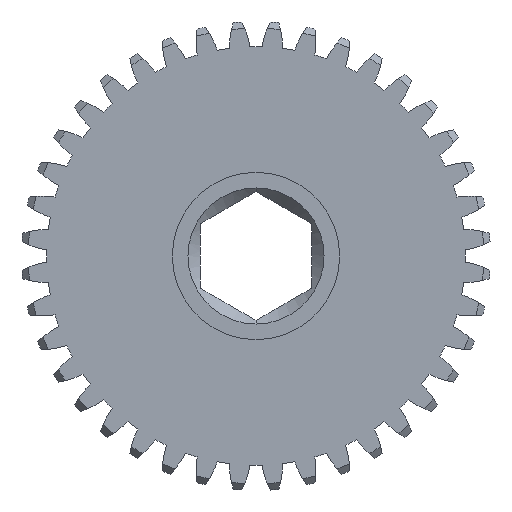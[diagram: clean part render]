
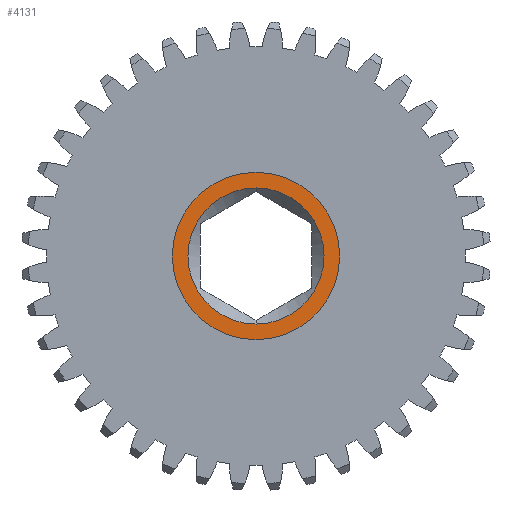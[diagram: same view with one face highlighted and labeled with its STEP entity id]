
A CAD part, left-side view. The second image highlights one B-rep face of the part: STEP entity #4131.
In plain terms, the highlighted planar face has unit normal (-1, 0, 0).
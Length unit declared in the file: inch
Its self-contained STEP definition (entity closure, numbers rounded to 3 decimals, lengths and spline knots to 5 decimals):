
#318 = AXIS2_PLACEMENT_3D ( 'NONE', #6500, #3595, #2105 ) ;
#749 = DIRECTION ( 'NONE',  ( 0., 0., -1. ) ) ;
#1141 = EDGE_CURVE ( 'NONE', #6259, #3915, #4354, .T. ) ;
#1143 = ORIENTED_EDGE ( 'NONE', *, *, #1141, .T. ) ;
#1311 = CARTESIAN_POINT ( 'NONE',  ( -0.0625, 0., 0.305 ) ) ;
#1377 = DIRECTION ( 'NONE',  ( 1., 0., 0. ) ) ;
#1451 = DIRECTION ( 'NONE',  ( 1., 0., 0. ) ) ;
#1590 = CIRCLE ( 'NONE', #4875, 0.305 ) ;
#1680 = VERTEX_POINT ( 'NONE', #2444 ) ;
#1975 = ORIENTED_EDGE ( 'NONE', *, *, #9229, .F. ) ;
#2105 = DIRECTION ( 'NONE',  ( 0., 0., -1. ) ) ;
#2261 = ORIENTED_EDGE ( 'NONE', *, *, #7181, .F. ) ;
#2427 = DIRECTION ( 'NONE',  ( 0., 0., -1. ) ) ;
#2444 = CARTESIAN_POINT ( 'NONE',  ( -0.0625, 0., -0.375 ) ) ;
#2764 = CIRCLE ( 'NONE', #4847, 0.375 ) ;
#2800 = AXIS2_PLACEMENT_3D ( 'NONE', #9253, #1377, #9118 ) ;
#3177 = CARTESIAN_POINT ( 'NONE',  ( -0.0625, 0., 0.375 ) ) ;
#3456 = CARTESIAN_POINT ( 'NONE',  ( -0.0625, 0., 0. ) ) ;
#3576 = CARTESIAN_POINT ( 'NONE',  ( -0.0625, 0., -0.305 ) ) ;
#3595 = DIRECTION ( 'NONE',  ( 1., 0., 0. ) ) ;
#3913 = ORIENTED_EDGE ( 'NONE', *, *, #4267, .T. ) ;
#3915 = VERTEX_POINT ( 'NONE', #1311 ) ;
#4131 = ADVANCED_FACE ( 'NONE', ( #5858, #8713 ), #8018, .F. ) ;
#4267 = EDGE_CURVE ( 'NONE', #3915, #6259, #1590, .T. ) ;
#4354 = CIRCLE ( 'NONE', #318, 0.305 ) ;
#4521 = CARTESIAN_POINT ( 'NONE',  ( -0.0625, 0., 0. ) ) ;
#4847 = AXIS2_PLACEMENT_3D ( 'NONE', #3456, #6415, #8443 ) ;
#4875 = AXIS2_PLACEMENT_3D ( 'NONE', #4521, #5993, #2427 ) ;
#5452 = EDGE_LOOP ( 'NONE', ( #1143, #3913 ) ) ;
#5858 = FACE_BOUND ( 'NONE', #5452, .T. ) ;
#5993 = DIRECTION ( 'NONE',  ( 1., 0., 0. ) ) ;
#6259 = VERTEX_POINT ( 'NONE', #3576 ) ;
#6415 = DIRECTION ( 'NONE',  ( 1., 0., 0. ) ) ;
#6500 = CARTESIAN_POINT ( 'NONE',  ( -0.0625, 0., 0. ) ) ;
#6610 = AXIS2_PLACEMENT_3D ( 'NONE', #8624, #1451, #749 ) ;
#6845 = CIRCLE ( 'NONE', #2800, 0.375 ) ;
#7181 = EDGE_CURVE ( 'NONE', #1680, #8727, #2764, .T. ) ;
#8018 = PLANE ( 'NONE',  #6610 ) ;
#8443 = DIRECTION ( 'NONE',  ( 0., 0., -1. ) ) ;
#8624 = CARTESIAN_POINT ( 'NONE',  ( -0.0625, 0., 0. ) ) ;
#8713 = FACE_OUTER_BOUND ( 'NONE', #9048, .T. ) ;
#8727 = VERTEX_POINT ( 'NONE', #3177 ) ;
#9048 = EDGE_LOOP ( 'NONE', ( #2261, #1975 ) ) ;
#9118 = DIRECTION ( 'NONE',  ( 0., 0., -1. ) ) ;
#9229 = EDGE_CURVE ( 'NONE', #8727, #1680, #6845, .T. ) ;
#9253 = CARTESIAN_POINT ( 'NONE',  ( -0.0625, 0., 0. ) ) ;
